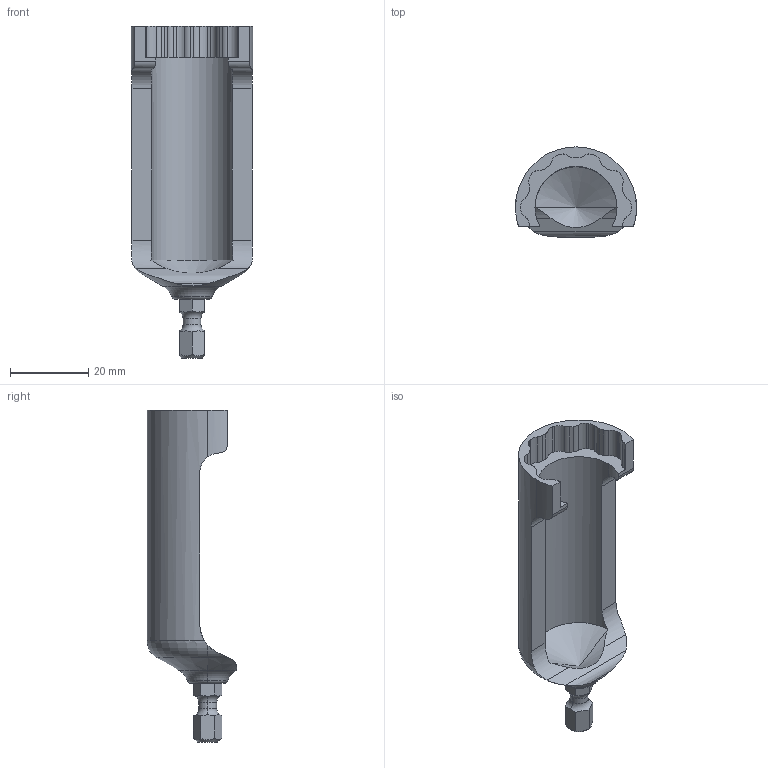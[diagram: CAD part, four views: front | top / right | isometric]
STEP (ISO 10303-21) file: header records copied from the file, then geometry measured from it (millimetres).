
FILE_DESCRIPTION (( 'STEP AP214' ), '1' );
FILE_NAME ('+JSTOU001 R01.STEP', '2019-10-11T13:49:36', ( '' ), ( '' ), 'SwSTEP 2.0', 'SolidWorks 2018', '' );
FILE_SCHEMA (( 'AUTOMOTIVE_DESIGN' ));
Length unit declared in the file: millimetre
Products named in the file (1): +JSTOU001 R01
Bounding box: 31 x 23 x 85 mm (x, y, z)
Volume: 13396.6 mm3; surface area: 7258.6 mm2
Topology: 1 solids, 1 shells, 95 faces, 269 edges, 175 vertices
Faces by surface type: cylinder 56, plane 22, torus 11, cone 6
Entity records: 3495 total; most frequent: CARTESIAN_POINT 1010, ORIENTED_EDGE 534, DIRECTION 518, EDGE_CURVE 267, AXIS2_PLACEMENT_3D 211, VERTEX_POINT 175, CIRCLE 115, EDGE_LOOP 96
